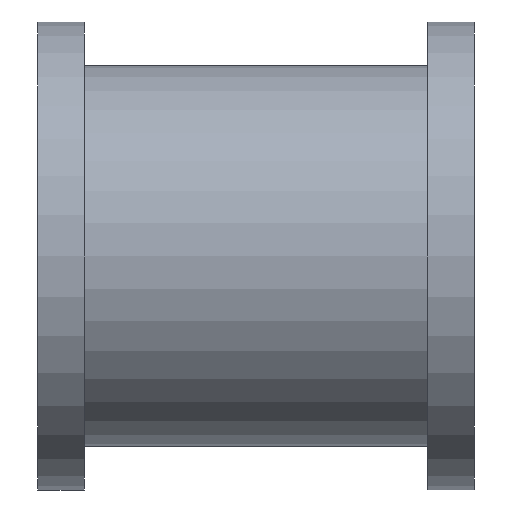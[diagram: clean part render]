
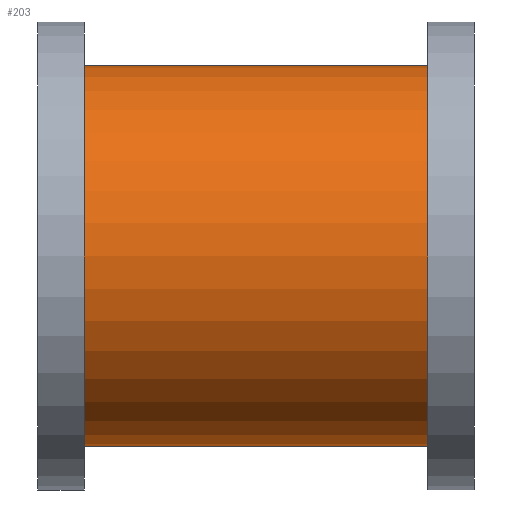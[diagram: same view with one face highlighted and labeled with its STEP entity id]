
A CAD part, left-side view. The second image highlights one B-rep face of the part: STEP entity #203.
In plain terms, the highlighted cylindrical face has radius 6.11 mm (diameter 12.22 mm), a partial arc.
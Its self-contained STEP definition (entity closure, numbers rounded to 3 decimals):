
#12 = EDGE_CURVE ( 'NONE', #69, #94, #318, .T. ) ;
#13 = CIRCLE ( 'NONE', #164, 6.11 ) ;
#23 = AXIS2_PLACEMENT_3D ( 'NONE', #34, #289, #367 ) ;
#26 = VERTEX_POINT ( 'NONE', #282 ) ;
#34 = CARTESIAN_POINT ( 'NONE',  ( 0., 12.5, 0. ) ) ;
#43 = EDGE_CURVE ( 'NONE', #94, #26, #13, .T. ) ;
#69 = VERTEX_POINT ( 'NONE', #348 ) ;
#72 = EDGE_LOOP ( 'NONE', ( #357, #469, #430, #154 ) ) ;
#77 = CARTESIAN_POINT ( 'NONE',  ( 0., 0., 0. ) ) ;
#94 = VERTEX_POINT ( 'NONE', #310 ) ;
#108 = CARTESIAN_POINT ( 'NONE',  ( 0., 0., 6.11 ) ) ;
#154 = ORIENTED_EDGE ( 'NONE', *, *, #43, .F. ) ;
#164 = AXIS2_PLACEMENT_3D ( 'NONE', #315, #197, #443 ) ;
#174 = CARTESIAN_POINT ( 'NONE',  ( 0., 12.5, -6.11 ) ) ;
#185 = EDGE_CURVE ( 'NONE', #69, #502, #472, .T. ) ;
#197 = DIRECTION ( 'NONE',  ( 0., -1., 0. ) ) ;
#203 = ADVANCED_FACE ( 'NONE', ( #332 ), #369, .T. ) ;
#206 = VECTOR ( 'NONE', #402, 1000. ) ;
#207 = DIRECTION ( 'NONE',  ( 0., -1., 0. ) ) ;
#224 = VECTOR ( 'NONE', #534, 1000. ) ;
#225 = EDGE_CURVE ( 'NONE', #502, #26, #370, .T. ) ;
#245 = CARTESIAN_POINT ( 'NONE',  ( 0., 0., -6.11 ) ) ;
#282 = CARTESIAN_POINT ( 'NONE',  ( 0., 1.5, -6.11 ) ) ;
#289 = DIRECTION ( 'NONE',  ( 0., -1., 0. ) ) ;
#310 = CARTESIAN_POINT ( 'NONE',  ( 0., 1.5, 6.11 ) ) ;
#315 = CARTESIAN_POINT ( 'NONE',  ( 0., 1.5, 0. ) ) ;
#318 = LINE ( 'NONE', #108, #206 ) ;
#332 = FACE_OUTER_BOUND ( 'NONE', #72, .T. ) ;
#335 = AXIS2_PLACEMENT_3D ( 'NONE', #77, #207, #533 ) ;
#348 = CARTESIAN_POINT ( 'NONE',  ( 0., 12.5, 6.11 ) ) ;
#357 = ORIENTED_EDGE ( 'NONE', *, *, #12, .F. ) ;
#367 = DIRECTION ( 'NONE',  ( 0., 0., -1. ) ) ;
#369 = CYLINDRICAL_SURFACE ( 'NONE', #335, 6.11 ) ;
#370 = LINE ( 'NONE', #245, #224 ) ;
#402 = DIRECTION ( 'NONE',  ( 0., -1., 0. ) ) ;
#430 = ORIENTED_EDGE ( 'NONE', *, *, #225, .T. ) ;
#443 = DIRECTION ( 'NONE',  ( 0., 0., -1. ) ) ;
#469 = ORIENTED_EDGE ( 'NONE', *, *, #185, .T. ) ;
#472 = CIRCLE ( 'NONE', #23, 6.11 ) ;
#502 = VERTEX_POINT ( 'NONE', #174 ) ;
#533 = DIRECTION ( 'NONE',  ( 0., 0., -1. ) ) ;
#534 = DIRECTION ( 'NONE',  ( 0., -1., 0. ) ) ;
